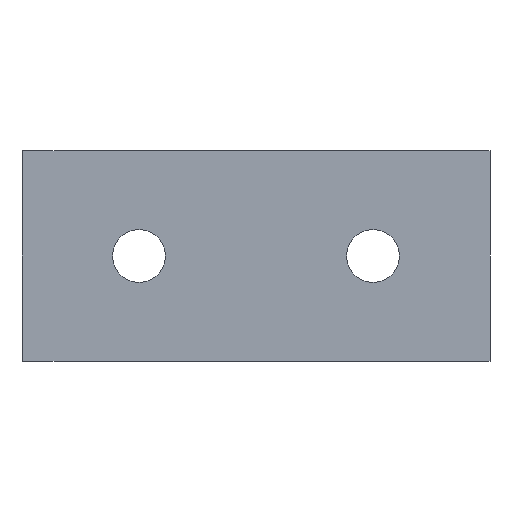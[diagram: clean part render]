
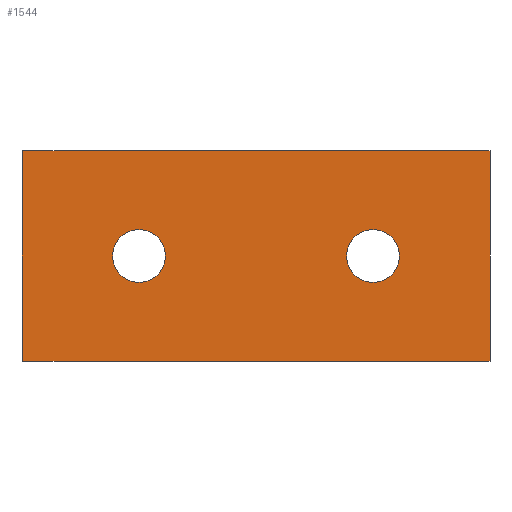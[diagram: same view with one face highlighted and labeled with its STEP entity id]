
A CAD part, front view. The second image highlights one B-rep face of the part: STEP entity #1544.
In plain terms, the highlighted planar face has unit normal (0, -1, 0).
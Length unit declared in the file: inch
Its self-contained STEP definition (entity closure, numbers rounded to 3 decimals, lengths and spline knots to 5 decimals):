
#316=DIRECTION('',(-1.,0.,0.));
#317=VECTOR('',#316,3.14961);
#318=CARTESIAN_POINT('',(3.14961,0.,-0.70866));
#319=LINE('',#318,#317);
#397=DIRECTION('',(0.,0.,1.));
#398=VECTOR('',#397,1.41732);
#399=CARTESIAN_POINT('',(3.14961,0.,-0.70866));
#400=LINE('',#399,#398);
#401=DIRECTION('',(-1.,0.,0.));
#402=VECTOR('',#401,3.14961);
#403=CARTESIAN_POINT('',(3.14961,0.,0.70866));
#404=LINE('',#403,#402);
#405=CARTESIAN_POINT('',(0.7874,0.,0.));
#406=DIRECTION('',(0.,1.,0.));
#407=DIRECTION('',(1.,0.,0.));
#408=AXIS2_PLACEMENT_3D('',#405,#406,#407);
#410=CARTESIAN_POINT('',(0.7874,0.,0.));
#411=DIRECTION('',(0.,1.,0.));
#412=DIRECTION('',(-1.,0.,0.));
#413=AXIS2_PLACEMENT_3D('',#410,#411,#412);
#415=CARTESIAN_POINT('',(2.3622,0.,0.));
#416=DIRECTION('',(0.,1.,0.));
#417=DIRECTION('',(1.,0.,0.));
#418=AXIS2_PLACEMENT_3D('',#415,#416,#417);
#420=CARTESIAN_POINT('',(2.3622,0.,0.));
#421=DIRECTION('',(0.,1.,0.));
#422=DIRECTION('',(-1.,0.,0.));
#423=AXIS2_PLACEMENT_3D('',#420,#421,#422);
#429=DIRECTION('',(0.,0.,1.));
#430=VECTOR('',#429,1.41732);
#431=CARTESIAN_POINT('',(0.,0.,-0.70866));
#432=LINE('',#431,#430);
#900=CARTESIAN_POINT('',(3.14961,0.,-0.70866));
#901=CARTESIAN_POINT('',(0.,0.,-0.70866));
#902=VERTEX_POINT('',#900);
#903=VERTEX_POINT('',#901);
#909=CARTESIAN_POINT('',(2.18504,0.,0.));
#911=VERTEX_POINT('',#909);
#930=CARTESIAN_POINT('',(0.,0.,0.70866));
#931=VERTEX_POINT('',#930);
#957=CARTESIAN_POINT('',(2.53937,0.,0.));
#959=VERTEX_POINT('',#957);
#978=CARTESIAN_POINT('',(3.14961,0.,0.70866));
#980=VERTEX_POINT('',#978);
#995=CARTESIAN_POINT('',(0.96457,0.,0.));
#996=VERTEX_POINT('',#995);
#1008=CARTESIAN_POINT('',(0.61024,0.,0.));
#1009=VERTEX_POINT('',#1008);
#1519=CARTESIAN_POINT('',(0.,0.,0.70866));
#1520=DIRECTION('',(0.,1.,0.));
#1521=DIRECTION('',(0.,0.,1.));
#1522=AXIS2_PLACEMENT_3D('',#1519,#1520,#1521);
#1523=PLANE('',#1522);
#1525=ORIENTED_EDGE('',*,*,#1524,.F.);
#1526=ORIENTED_EDGE('',*,*,#1450,.T.);
#1528=ORIENTED_EDGE('',*,*,#1527,.T.);
#1529=ORIENTED_EDGE('',*,*,#1492,.F.);
#1530=EDGE_LOOP('',(#1525,#1526,#1528,#1529));
#1531=FACE_OUTER_BOUND('',#1530,.F.);
#1533=ORIENTED_EDGE('',*,*,#1532,.F.);
#1535=ORIENTED_EDGE('',*,*,#1534,.F.);
#1536=EDGE_LOOP('',(#1533,#1535));
#1537=FACE_BOUND('',#1536,.F.);
#1539=ORIENTED_EDGE('',*,*,#1538,.F.);
#1541=ORIENTED_EDGE('',*,*,#1540,.F.);
#1542=EDGE_LOOP('',(#1539,#1541));
#1543=FACE_BOUND('',#1542,.F.);
#1544=ADVANCED_FACE('',(#1531,#1537,#1543),#1523,.F.);
#409=CIRCLE('',#408,0.17717);
#414=CIRCLE('',#413,0.17717);
#419=CIRCLE('',#418,0.17717);
#424=CIRCLE('',#423,0.17717);
#1450=EDGE_CURVE('',#902,#903,#319,.T.);
#1492=EDGE_CURVE('',#980,#931,#404,.T.);
#1524=EDGE_CURVE('',#902,#980,#400,.T.);
#1527=EDGE_CURVE('',#903,#931,#432,.T.);
#1532=EDGE_CURVE('',#996,#1009,#409,.T.);
#1534=EDGE_CURVE('',#1009,#996,#414,.T.);
#1538=EDGE_CURVE('',#959,#911,#419,.T.);
#1540=EDGE_CURVE('',#911,#959,#424,.T.);
